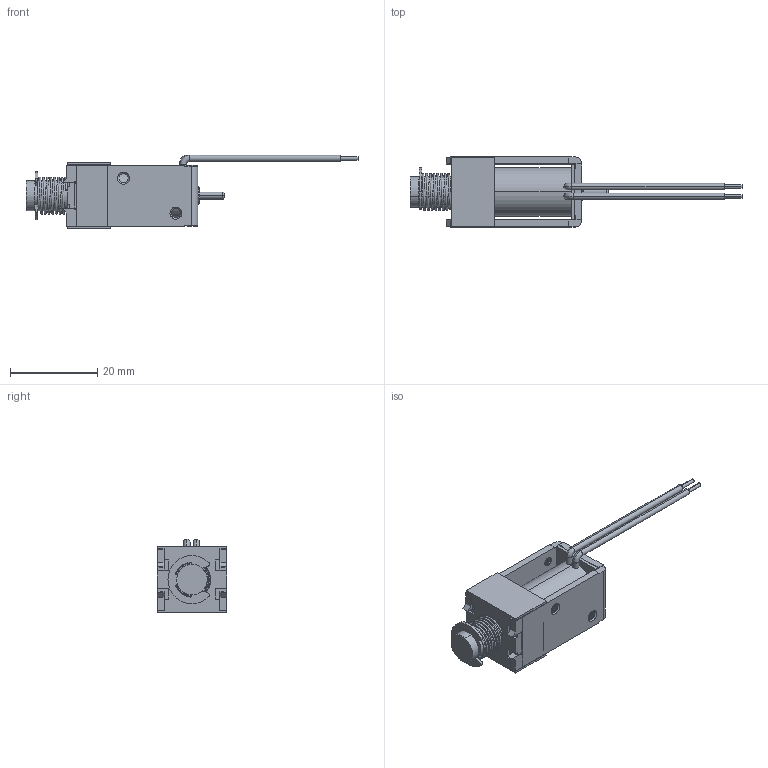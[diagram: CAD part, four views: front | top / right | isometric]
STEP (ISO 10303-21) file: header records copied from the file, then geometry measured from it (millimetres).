
FILE_DESCRIPTION (( 'STEP AP203' ), '1' );
FILE_NAME ('K0730S¼Ð·Ç«~(6mm).STEP', '2019-06-06T01:55:49', ( 'user' ), ( '' ), 'SwSTEP 2.0', 'SolidWorks 2011', '' );
FILE_SCHEMA (( 'CONFIG_CONTROL_DESIGN' ));
Length unit declared in the file: millimetre
Products named in the file (9): K0730S標準品(6mm); BD070110; BD020511; BD032086壓縮6.75mm; DB073131; DA071091; BD131401; K0730線圈組下出線; DD07307R
Assembly tree (9 placements, depth 2):
  K0730S標準品(6mm)
    BD070110
    DA071091
    K0730線圈組下出線
    BD131401  x2
    DD07307R
    DB073131
    BD020511
    BD032086壓縮6.75mm
Bounding box: 75.95 x 16 x 16.85 mm (x, y, z)
Volume: 5402 mm3; surface area: 7820 mm2
Topology: 11 solids, 11 shells, 375 faces, 913 edges, 583 vertices
Faces by surface type: plane 198, cylinder 97, cone 72, torus 6, bspline 2
Entity records: 13750 total; most frequent: CARTESIAN_POINT 3797, DIRECTION 1975, ORIENTED_EDGE 1798, EDGE_CURVE 899, AXIS2_PLACEMENT_3D 701, VERTEX_POINT 575, VECTOR 573, LINE 573
